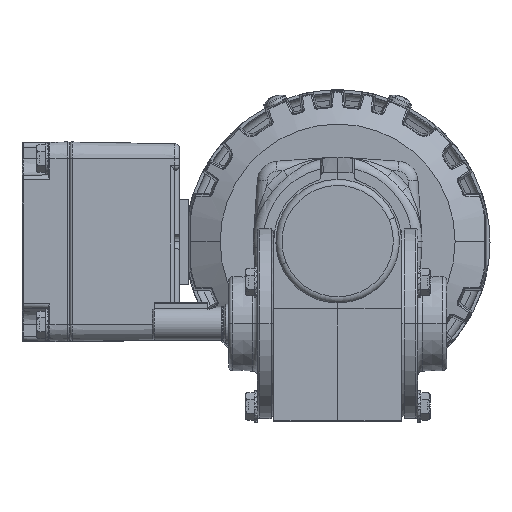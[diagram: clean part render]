
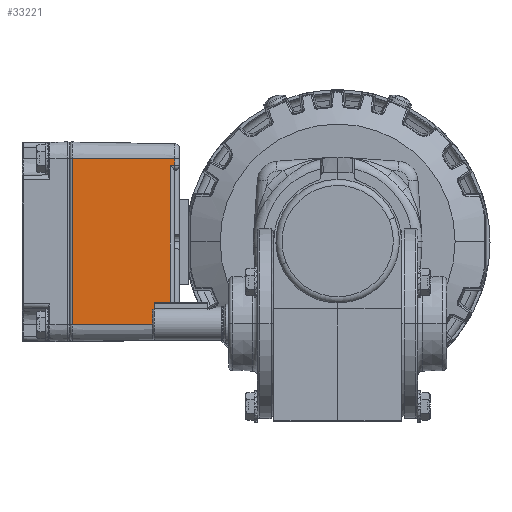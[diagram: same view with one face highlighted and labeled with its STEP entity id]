
A CAD part, top view. The second image highlights one B-rep face of the part: STEP entity #33221.
In plain terms, the highlighted face is planar.
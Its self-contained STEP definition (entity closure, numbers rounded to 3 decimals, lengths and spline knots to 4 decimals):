
#9710 = VERTEX_POINT ( 'NONE', #78662 ) ;
#9837 = VERTEX_POINT ( 'NONE', #79009 ) ;
#9876 = VERTEX_POINT ( 'NONE', #79119 ) ;
#9978 = VERTEX_POINT ( 'NONE', #79449 ) ;
#10045 = VERTEX_POINT ( 'NONE', #79669 ) ;
#10700 = AXIS2_PLACEMENT_3D ( 'NONE', #56933, #56941, #56942 ) ;
#20348 = FACE_OUTER_BOUND ( 'NONE', #68860, .T. ) ;
#23376 = CARTESIAN_POINT ( 'NONE',  ( 1.9995, -0.0305, -1.0925 ) ) ;
#25363 = VERTEX_POINT ( 'NONE', #23376 ) ;
#25391 = CARTESIAN_POINT ( 'NONE',  ( 1.9995, -0.0305, 1.0925 ) ) ;
#25985 = VERTEX_POINT ( 'NONE', #25391 ) ;
#26315 = VERTEX_POINT ( 'NONE', #27266 ) ;
#27266 = CARTESIAN_POINT ( 'NONE',  ( 1.9759, -1.381, 1.0925 ) ) ;
#31412 = EDGE_CURVE ( 'NONE', #25363, #25985, #66115, .T. ) ;
#31417 = EDGE_CURVE ( 'NONE', #9837, #25363, #66118, .T. ) ;
#31422 = EDGE_CURVE ( 'NONE', #26315, #25985, #66116, .T. ) ;
#31445 = EDGE_CURVE ( 'NONE', #26315, #9978, #66136, .T. ) ;
#31457 = EDGE_CURVE ( 'NONE', #10045, #9837, #66145, .T. ) ;
#31473 = EDGE_CURVE ( 'NONE', #9710, #10045, #66157, .T. ) ;
#31480 = EDGE_CURVE ( 'NONE', #9876, #9710, #66134, .T. ) ;
#31482 = EDGE_CURVE ( 'NONE', #9978, #9876, #66162, .T. ) ;
#33221 = ADVANCED_FACE ( 'NONE', ( #20348 ), #56938, .T. ) ;
#56933 = CARTESIAN_POINT ( 'NONE',  ( 2., 0., -1.0925 ) ) ;
#56938 = PLANE ( 'NONE',  #10700 ) ;
#56941 = DIRECTION ( 'NONE',  ( 1., -0.017, 0. ) ) ;
#56942 = DIRECTION ( 'NONE',  ( 0.017, 1., 0. ) ) ;
#66115 = LINE ( 'NONE', #82772, #66117 ) ;
#66116 = LINE ( 'NONE', #82784, #66123 ) ;
#66117 = VECTOR ( 'NONE', #82766, 39.3701 ) ;
#66118 = LINE ( 'NONE', #82778, #66120 ) ;
#66120 = VECTOR ( 'NONE', #82774, 39.3701 ) ;
#66123 = VECTOR ( 'NONE', #82779, 39.3701 ) ;
#66134 = LINE ( 'NONE', #82844, #66163 ) ;
#66136 = LINE ( 'NONE', #82811, #66139 ) ;
#66139 = VECTOR ( 'NONE', #82812, 39.3701 ) ;
#66145 = LINE ( 'NONE', #82822, #66147 ) ;
#66147 = VECTOR ( 'NONE', #82823, 39.3701 ) ;
#66157 = LINE ( 'NONE', #82838, #66159 ) ;
#66159 = VECTOR ( 'NONE', #82839, 39.3701 ) ;
#66162 = LINE ( 'NONE', #82848, #66165 ) ;
#66163 = VECTOR ( 'NONE', #82840, 39.3701 ) ;
#66165 = VECTOR ( 'NONE', #82849, 39.3701 ) ;
#68860 = EDGE_LOOP ( 'NONE', ( #93380, #93374, #93368, #93457, #93428, #93537, #93426, #93370 ) ) ;
#78662 = CARTESIAN_POINT ( 'NONE',  ( 1.9769, -1.321, -1.0004 ) ) ;
#79009 = CARTESIAN_POINT ( 'NONE',  ( 1.9759, -1.381, -1.0925 ) ) ;
#79119 = CARTESIAN_POINT ( 'NONE',  ( 1.9769, -1.321, 0.9954 ) ) ;
#79449 = CARTESIAN_POINT ( 'NONE',  ( 1.9759, -1.381, 0.9965 ) ) ;
#79669 = CARTESIAN_POINT ( 'NONE',  ( 1.9759, -1.381, -1.0015 ) ) ;
#82766 = DIRECTION ( 'NONE',  ( 0., 0., 1. ) ) ;
#82772 = CARTESIAN_POINT ( 'NONE',  ( 1.9995, -0.0305, -1.0925 ) ) ;
#82774 = DIRECTION ( 'NONE',  ( 0.017, 1., 0. ) ) ;
#82778 = CARTESIAN_POINT ( 'NONE',  ( 2., 0., -1.0925 ) ) ;
#82779 = DIRECTION ( 'NONE',  ( 0.017, 1., 0. ) ) ;
#82784 = CARTESIAN_POINT ( 'NONE',  ( 2., 0., 1.0925 ) ) ;
#82811 = CARTESIAN_POINT ( 'NONE',  ( 1.9759, -1.381, 0.9375 ) ) ;
#82812 = DIRECTION ( 'NONE',  ( 0., 0., -1. ) ) ;
#82822 = CARTESIAN_POINT ( 'NONE',  ( 1.9759, -1.381, -1.0925 ) ) ;
#82823 = DIRECTION ( 'NONE',  ( 0., 0., -1. ) ) ;
#82838 = CARTESIAN_POINT ( 'NONE',  ( 1.9749, -1.439, -1.0025 ) ) ;
#82839 = DIRECTION ( 'NONE',  ( -0.017, -1., -0.017 ) ) ;
#82840 = DIRECTION ( 'NONE',  ( 0., 0., -1. ) ) ;
#82844 = CARTESIAN_POINT ( 'NONE',  ( 1.9769, -1.321, -1.0925 ) ) ;
#82848 = CARTESIAN_POINT ( 'NONE',  ( 1.9759, -1.379, 0.9964 ) ) ;
#82849 = DIRECTION ( 'NONE',  ( 0.017, 1., -0.017 ) ) ;
#93368 = ORIENTED_EDGE ( 'NONE', *, *, #31422, .F. ) ;
#93370 = ORIENTED_EDGE ( 'NONE', *, *, #31457, .T. ) ;
#93374 = ORIENTED_EDGE ( 'NONE', *, *, #31412, .T. ) ;
#93380 = ORIENTED_EDGE ( 'NONE', *, *, #31417, .T. ) ;
#93426 = ORIENTED_EDGE ( 'NONE', *, *, #31473, .T. ) ;
#93428 = ORIENTED_EDGE ( 'NONE', *, *, #31482, .T. ) ;
#93457 = ORIENTED_EDGE ( 'NONE', *, *, #31445, .T. ) ;
#93537 = ORIENTED_EDGE ( 'NONE', *, *, #31480, .T. ) ;
